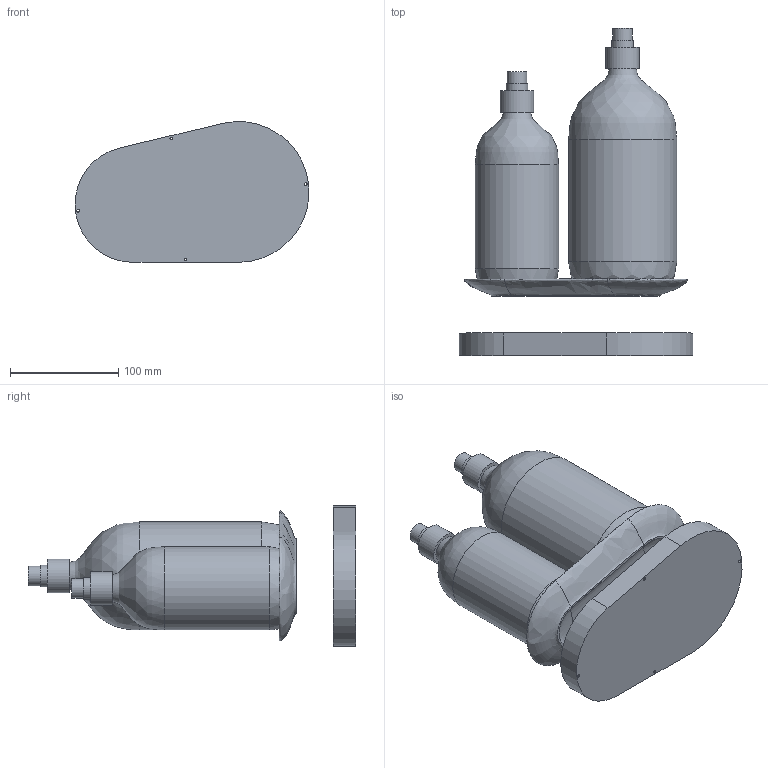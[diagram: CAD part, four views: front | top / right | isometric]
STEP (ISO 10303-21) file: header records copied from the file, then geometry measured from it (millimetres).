
FILE_DESCRIPTION(/* description */ ('','CAx-IF Rec.Pracs.---Representation and Presentation of Product Manufacturing Information (PMI)---4.0---2014-10-13'),/* implementation_level */ '2;1');
FILE_NAME(/* name */ 'Soap tray.step',/* time_stamp */ '2024-12-29T14:00:08+01:00',/* author */ (''),/* organization */ (''),/* preprocessor_version */ 'ST-DEVELOPER v20',/* originating_system */ 'Autodesk Translation Framework v13.20.0.188',/* authorisation */ '');
FILE_SCHEMA (('AP242_MANAGED_MODEL_BASED_3D_ENGINEERING_MIM_LF { 1 0 10303 442 1 1 4 }'));
Length unit declared in the file: millimetre
Products named in the file (3): Soap tray; Small Bottle; Big Bottle
Assembly tree (2 placements, depth 2):
  Soap tray
    Small Bottle
    Big Bottle
Bounding box: 216.39 x 302.5 x 130.04 mm (x, y, z)
Volume: 2442474.5 mm3; surface area: 221633.5 mm2
Topology: 6 solids, 6 shells, 68 faces, 140 edges, 86 vertices
Faces by surface type: bspline 30, plane 22, cylinder 14, cone 2
Full cylindrical faces by diameter (mm): 2.5 x4, 18 x2, 20 x2, 31 x2, 77 x1, 100 x1
Entity records: 3547 total; most frequent: CARTESIAN_POINT 2191, ORIENTED_EDGE 272, DIRECTION 230, EDGE_CURVE 136, AXIS2_PLACEMENT_3D 97, VERTEX_POINT 86, EDGE_LOOP 82, FACE_OUTER_BOUND 68
